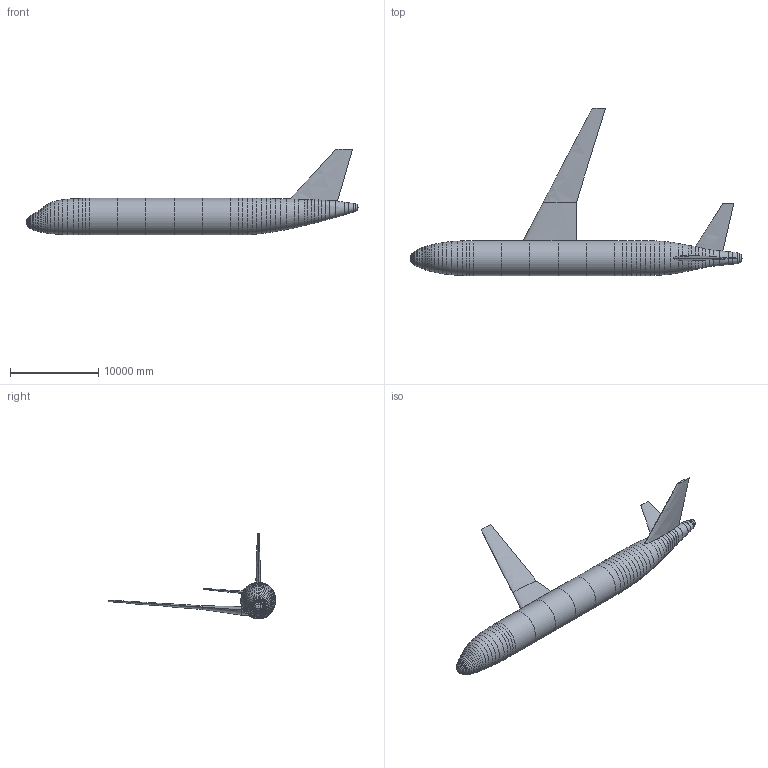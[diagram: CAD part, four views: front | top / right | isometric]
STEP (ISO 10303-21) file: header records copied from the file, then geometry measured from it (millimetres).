
FILE_DESCRIPTION(('Open CASCADE Model'),'2;1');
FILE_NAME('Open CASCADE Shape Model','2015-09-26T20:21:03',('Author'),( 'Open CASCADE'),'Open CASCADE STEP processor 6.7','Open CASCADE 6.7' ,'Unknown');
FILE_SCHEMA(('AUTOMOTIVE_DESIGN_CC2 { 1 2 10303 214 -1 1 5 4 }'));
Length unit declared in the file: metre
Products named in the file (64): D150_VAMP_W1_Seg1; D150_VAMP_W1_Seg2; D150_VAMP_W1_Seg3; D150_VAMP_HL1_Seg1; D150_VAMP_SL1_Seg1; D150_VAMP_FL1_Seg1; D150_VAMP_FL1_Seg2; D150_VAMP_FL1_Seg3; D150_VAMP_FL1_Seg4; D150_VAMP_FL1_Seg5; D150_VAMP_FL1_Seg6; D150_VAMP_FL1_Seg7; D150_VAMP_FL1_Seg8; D150_VAMP_FL1_Seg9; D150_VAMP_FL1_Seg10; D150_VAMP_FL1_Seg11; D150_VAMP_FL1_Seg12; D150_VAMP_FL1_Seg13; D150_VAMP_FL1_Seg14; D150_VAMP_FL1_Seg15; D150_VAMP_FL1_Seg16; D150_VAMP_FL1_Seg17; D150_VAMP_FL1_Seg18; D150_VAMP_FL1_Seg19; D150_VAMP_FL1_Seg20; D150_VAMP_FL1_Seg21; D150_VAMP_FL1_Seg22; D150_VAMP_FL1_Seg23; D150_VAMP_FL1_Seg24; D150_VAMP_FL1_Seg25; D150_VAMP_FL1_Seg26; D150_VAMP_FL1_Seg27; D150_VAMP_FL1_Seg28; D150_VAMP_FL1_Seg29; D150_VAMP_FL1_Seg30; D150_VAMP_FL1_Seg31; D150_VAMP_FL1_Seg32; D150_VAMP_FL1_Seg33; D150_VAMP_FL1_Seg34; D150_VAMP_FL1_Seg35 ...
Bounding box: 37570 x 18931.34 x 9725.02 mm (x, y, z)
Surface area: 1502542929 mm2 (no closed solid volume)
Topology: 0 solids, 64 shells, 193 faces, 207 edges, 138 vertices
Faces by surface type: plane 124, bspline 69
Entity records: 38426 total; most frequent: CARTESIAN_POINT 33598, DIRECTION 513, ORIENTED_EDGE 408, PCURVE 408, DEFINITIONAL_REPRESENTATION 408, B_SPLINE_CURVE_WITH_KNOTS 350, LINE 263, VECTOR 263
